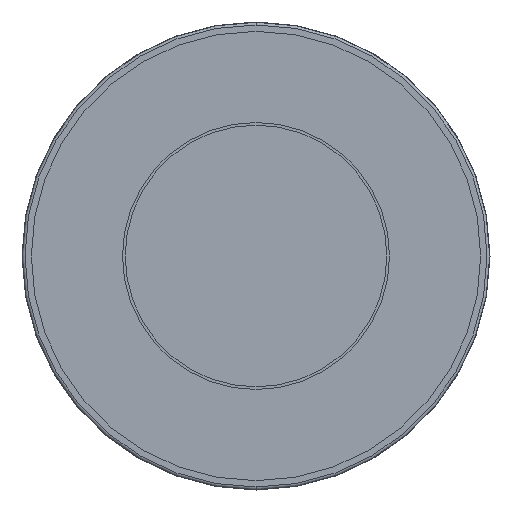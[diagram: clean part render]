
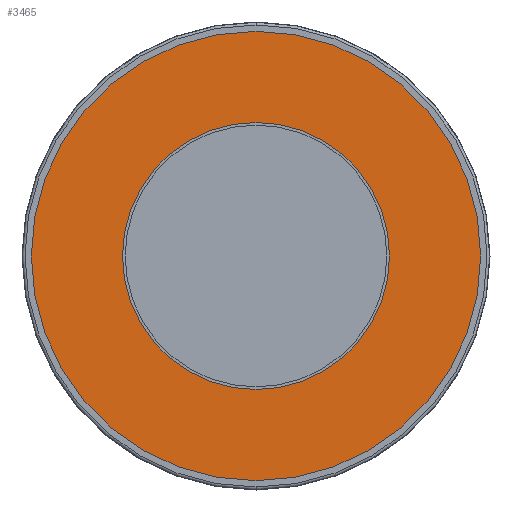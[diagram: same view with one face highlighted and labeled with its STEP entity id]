
A CAD part, front view. The second image highlights one B-rep face of the part: STEP entity #3465.
In plain terms, the highlighted planar face has unit normal (0, -1, 0).
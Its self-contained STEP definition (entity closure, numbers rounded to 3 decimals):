
#30 = DIRECTION ( 'NONE',  ( -1., 0., 0. ) ) ;
#51 = DIRECTION ( 'NONE',  ( -1., 0., 0. ) ) ;
#118 = CARTESIAN_POINT ( 'NONE',  ( 0.75, 481.5, -1.299 ) ) ;
#174 = EDGE_CURVE ( 'NONE', #5921, #4756, #261, .T. ) ;
#179 = DIRECTION ( 'NONE',  ( -0.5, 0., -0.866 ) ) ;
#246 = VECTOR ( 'NONE', #5366, 1000. ) ;
#261 = CIRCLE ( 'NONE', #4663, 30. ) ;
#371 = ORIENTED_EDGE ( 'NONE', *, *, #174, .T. ) ;
#425 = EDGE_CURVE ( 'NONE', #1315, #1049, #4512, .T. ) ;
#445 = AXIS2_PLACEMENT_3D ( 'NONE', #6721, #4985, #30 ) ;
#448 = VECTOR ( 'NONE', #4597, 1000. ) ;
#538 = CARTESIAN_POINT ( 'NONE',  ( 1.5, 481.5, 0. ) ) ;
#706 = EDGE_CURVE ( 'NONE', #4943, #3725, #6150, .T. ) ;
#726 = ORIENTED_EDGE ( 'NONE', *, *, #425, .F. ) ;
#756 = DIRECTION ( 'NONE',  ( 1., 0., 0. ) ) ;
#767 = EDGE_CURVE ( 'NONE', #1987, #4756, #2377, .T. ) ;
#788 = CARTESIAN_POINT ( 'NONE',  ( 0., 481.5, 0. ) ) ;
#800 = CARTESIAN_POINT ( 'NONE',  ( -1.5, 481.5, -29.962 ) ) ;
#844 = ORIENTED_EDGE ( 'NONE', *, *, #5019, .F. ) ;
#1049 = VERTEX_POINT ( 'NONE', #5125 ) ;
#1073 = EDGE_LOOP ( 'NONE', ( #3682, #2106 ) ) ;
#1126 = AXIS2_PLACEMENT_3D ( 'NONE', #3510, #2349, #179 ) ;
#1236 = DIRECTION ( 'NONE',  ( 0.866, 0., 0.5 ) ) ;
#1304 = AXIS2_PLACEMENT_3D ( 'NONE', #4223, #3677, #2072 ) ;
#1315 = VERTEX_POINT ( 'NONE', #3813 ) ;
#1418 = DIRECTION ( 'NONE',  ( -1., 0., 0. ) ) ;
#1449 = LINE ( 'NONE', #3122, #2432 ) ;
#1508 = EDGE_CURVE ( 'NONE', #6511, #4943, #3932, .T. ) ;
#1652 = VERTEX_POINT ( 'NONE', #3118 ) ;
#1704 = VERTEX_POINT ( 'NONE', #6151 ) ;
#1855 = AXIS2_PLACEMENT_3D ( 'NONE', #6926, #7033, #1418 ) ;
#1877 = CIRCLE ( 'NONE', #3046, 173. ) ;
#1931 = DIRECTION ( 'NONE',  ( 0., 1., 0. ) ) ;
#1948 = DIRECTION ( 'NONE',  ( 0., -1., 0. ) ) ;
#1987 = VERTEX_POINT ( 'NONE', #3216 ) ;
#2072 = DIRECTION ( 'NONE',  ( -0.5, 0., 0.866 ) ) ;
#2106 = ORIENTED_EDGE ( 'NONE', *, *, #5056, .F. ) ;
#2345 = EDGE_CURVE ( 'NONE', #2702, #4966, #6778, .T. ) ;
#2349 = DIRECTION ( 'NONE',  ( 0., -1., 0. ) ) ;
#2377 = LINE ( 'NONE', #3140, #448 ) ;
#2432 = VECTOR ( 'NONE', #4753, 1000. ) ;
#2454 = EDGE_CURVE ( 'NONE', #1704, #6061, #1449, .T. ) ;
#2483 = EDGE_CURVE ( 'NONE', #5921, #6511, #5328, .T. ) ;
#2586 = CARTESIAN_POINT ( 'NONE',  ( 0., 481.5, 0. ) ) ;
#2693 = DIRECTION ( 'NONE',  ( -1., 0., 0. ) ) ;
#2702 = VERTEX_POINT ( 'NONE', #6260 ) ;
#3008 = CARTESIAN_POINT ( 'NONE',  ( -1.5, 481.5, 0. ) ) ;
#3046 = AXIS2_PLACEMENT_3D ( 'NONE', #2586, #5379, #2693 ) ;
#3066 = DIRECTION ( 'NONE',  ( -1., 0., 0. ) ) ;
#3080 = CARTESIAN_POINT ( 'NONE',  ( -1.5, 481.5, -32.5 ) ) ;
#3118 = CARTESIAN_POINT ( 'NONE',  ( 173., 481.5, 0. ) ) ;
#3122 = CARTESIAN_POINT ( 'NONE',  ( 0.75, 481.5, 1.299 ) ) ;
#3140 = CARTESIAN_POINT ( 'NONE',  ( -0.75, 481.5, -1.299 ) ) ;
#3191 = FACE_BOUND ( 'NONE', #3697, .T. ) ;
#3216 = CARTESIAN_POINT ( 'NONE',  ( -28.896, 481.5, 14.951 ) ) ;
#3389 = DIRECTION ( 'NONE',  ( -0.866, 0., -0.5 ) ) ;
#3397 = AXIS2_PLACEMENT_3D ( 'NONE', #4439, #5007, #51 ) ;
#3403 = DIRECTION ( 'NONE',  ( 0., 0., 1. ) ) ;
#3465 = ADVANCED_FACE ( 'NONE', ( #6712, #3191 ), #4755, .F. ) ;
#3508 = CARTESIAN_POINT ( 'NONE',  ( -173., 481.5, 0. ) ) ;
#3510 = CARTESIAN_POINT ( 'NONE',  ( -28.146, 481.5, 16.25 ) ) ;
#3561 = ORIENTED_EDGE ( 'NONE', *, *, #2345, .F. ) ;
#3570 = CIRCLE ( 'NONE', #445, 173. ) ;
#3571 = CARTESIAN_POINT ( 'NONE',  ( 28.896, 481.5, 14.951 ) ) ;
#3677 = DIRECTION ( 'NONE',  ( 0., -1., 0. ) ) ;
#3682 = ORIENTED_EDGE ( 'NONE', *, *, #5663, .F. ) ;
#3697 = EDGE_LOOP ( 'NONE', ( #5969, #7093, #4557, #3971, #726, #844, #3561, #6677, #5038, #7051, #6316, #371 ) ) ;
#3725 = VERTEX_POINT ( 'NONE', #5106 ) ;
#3793 = VECTOR ( 'NONE', #3389, 1000. ) ;
#3813 = CARTESIAN_POINT ( 'NONE',  ( 27.396, 481.5, 17.549 ) ) ;
#3869 = EDGE_CURVE ( 'NONE', #2702, #3725, #4072, .T. ) ;
#3932 = CIRCLE ( 'NONE', #6473, 1.5 ) ;
#3971 = ORIENTED_EDGE ( 'NONE', *, *, #5134, .T. ) ;
#4072 = CIRCLE ( 'NONE', #4882, 30. ) ;
#4223 = CARTESIAN_POINT ( 'NONE',  ( 28.146, 481.5, 16.25 ) ) ;
#4439 = CARTESIAN_POINT ( 'NONE',  ( 0., 481.5, 0. ) ) ;
#4492 = CIRCLE ( 'NONE', #1126, 1.5 ) ;
#4512 = LINE ( 'NONE', #5085, #3793 ) ;
#4557 = ORIENTED_EDGE ( 'NONE', *, *, #2454, .F. ) ;
#4584 = VERTEX_POINT ( 'NONE', #3508 ) ;
#4588 = CARTESIAN_POINT ( 'NONE',  ( 1.5, 481.5, -32.5 ) ) ;
#4597 = DIRECTION ( 'NONE',  ( 0.866, 0., -0.5 ) ) ;
#4663 = AXIS2_PLACEMENT_3D ( 'NONE', #5308, #1931, #3066 ) ;
#4753 = DIRECTION ( 'NONE',  ( -0.866, 0., 0.5 ) ) ;
#4755 = PLANE ( 'NONE',  #1855 ) ;
#4756 = VERTEX_POINT ( 'NONE', #5865 ) ;
#4882 = AXIS2_PLACEMENT_3D ( 'NONE', #788, #5902, #6408 ) ;
#4943 = VERTEX_POINT ( 'NONE', #4588 ) ;
#4966 = VERTEX_POINT ( 'NONE', #3571 ) ;
#4984 = VECTOR ( 'NONE', #1236, 1000. ) ;
#4985 = DIRECTION ( 'NONE',  ( 0., 1., 0. ) ) ;
#5007 = DIRECTION ( 'NONE',  ( 0., 1., 0. ) ) ;
#5019 = EDGE_CURVE ( 'NONE', #4966, #1315, #5241, .T. ) ;
#5038 = ORIENTED_EDGE ( 'NONE', *, *, #706, .F. ) ;
#5056 = EDGE_CURVE ( 'NONE', #1652, #4584, #1877, .T. ) ;
#5085 = CARTESIAN_POINT ( 'NONE',  ( -0.75, 481.5, 1.299 ) ) ;
#5106 = CARTESIAN_POINT ( 'NONE',  ( 1.5, 481.5, -29.962 ) ) ;
#5125 = CARTESIAN_POINT ( 'NONE',  ( 25.198, 481.5, 16.28 ) ) ;
#5134 = EDGE_CURVE ( 'NONE', #1704, #1049, #6862, .T. ) ;
#5241 = CIRCLE ( 'NONE', #1304, 1.5 ) ;
#5308 = CARTESIAN_POINT ( 'NONE',  ( 0., 481.5, 0. ) ) ;
#5328 = LINE ( 'NONE', #3008, #246 ) ;
#5366 = DIRECTION ( 'NONE',  ( 0., 0., -1. ) ) ;
#5379 = DIRECTION ( 'NONE',  ( 0., 1., 0. ) ) ;
#5540 = VECTOR ( 'NONE', #3403, 1000. ) ;
#5554 = EDGE_CURVE ( 'NONE', #6061, #1987, #4492, .T. ) ;
#5663 = EDGE_CURVE ( 'NONE', #4584, #1652, #3570, .T. ) ;
#5865 = CARTESIAN_POINT ( 'NONE',  ( -26.698, 481.5, 13.682 ) ) ;
#5879 = CARTESIAN_POINT ( 'NONE',  ( -27.396, 481.5, 17.549 ) ) ;
#5902 = DIRECTION ( 'NONE',  ( 0., 1., 0. ) ) ;
#5921 = VERTEX_POINT ( 'NONE', #800 ) ;
#5969 = ORIENTED_EDGE ( 'NONE', *, *, #767, .F. ) ;
#6061 = VERTEX_POINT ( 'NONE', #5879 ) ;
#6150 = LINE ( 'NONE', #538, #5540 ) ;
#6151 = CARTESIAN_POINT ( 'NONE',  ( -25.198, 481.5, 16.28 ) ) ;
#6260 = CARTESIAN_POINT ( 'NONE',  ( 26.698, 481.5, 13.682 ) ) ;
#6305 = CARTESIAN_POINT ( 'NONE',  ( 0., 481.5, -32.5 ) ) ;
#6316 = ORIENTED_EDGE ( 'NONE', *, *, #2483, .F. ) ;
#6408 = DIRECTION ( 'NONE',  ( -1., 0., 0. ) ) ;
#6473 = AXIS2_PLACEMENT_3D ( 'NONE', #6305, #1948, #756 ) ;
#6511 = VERTEX_POINT ( 'NONE', #3080 ) ;
#6677 = ORIENTED_EDGE ( 'NONE', *, *, #3869, .T. ) ;
#6712 = FACE_OUTER_BOUND ( 'NONE', #1073, .T. ) ;
#6721 = CARTESIAN_POINT ( 'NONE',  ( 0., 481.5, 0. ) ) ;
#6778 = LINE ( 'NONE', #118, #4984 ) ;
#6862 = CIRCLE ( 'NONE', #3397, 30. ) ;
#6926 = CARTESIAN_POINT ( 'NONE',  ( 30., 481.5, 0. ) ) ;
#7033 = DIRECTION ( 'NONE',  ( 0., 1., 0. ) ) ;
#7051 = ORIENTED_EDGE ( 'NONE', *, *, #1508, .F. ) ;
#7093 = ORIENTED_EDGE ( 'NONE', *, *, #5554, .F. ) ;
